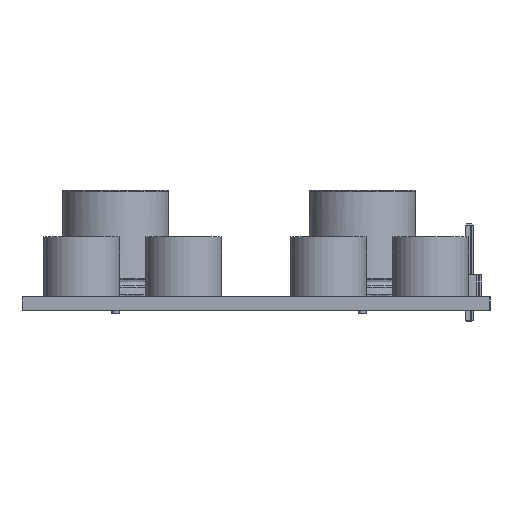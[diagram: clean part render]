
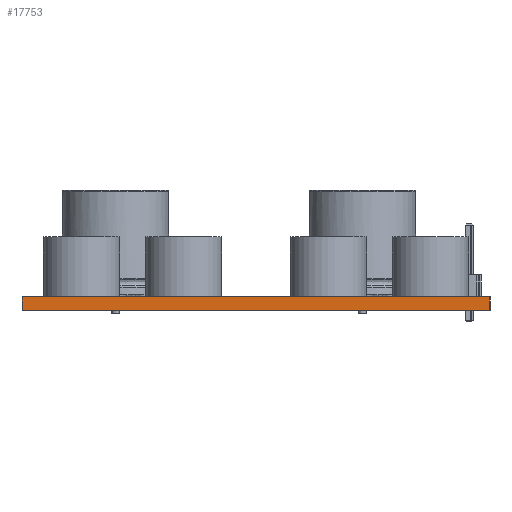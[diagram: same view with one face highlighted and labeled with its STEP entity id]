
A CAD part, left-side view. The second image highlights one B-rep face of the part: STEP entity #17753.
In plain terms, the highlighted planar face has unit normal (-1, 0, 0).
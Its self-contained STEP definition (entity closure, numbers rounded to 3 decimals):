
#17637 = EDGE_CURVE('',#17638,#17640,#17642,.T.);
#17638 = VERTEX_POINT('',#17639);
#17639 = CARTESIAN_POINT('',(20.,-20.,0.));
#17640 = VERTEX_POINT('',#17641);
#17641 = CARTESIAN_POINT('',(20.,-20.,1.6));
#17642 = SURFACE_CURVE('',#17643,(#17647,#17659),.PCURVE_S1.);
#17643 = LINE('',#17644,#17645);
#17644 = CARTESIAN_POINT('',(20.,-20.,0.));
#17645 = VECTOR('',#17646,1.);
#17646 = DIRECTION('',(0.,0.,1.));
#17647 = PCURVE('',#17648,#17653);
#17648 = PLANE('',#17649);
#17649 = AXIS2_PLACEMENT_3D('',#17650,#17651,#17652);
#17650 = CARTESIAN_POINT('',(20.,-20.,0.));
#17651 = DIRECTION('',(0.,1.,0.));
#17652 = DIRECTION('',(1.,0.,0.));
#17653 = DEFINITIONAL_REPRESENTATION('',(#17654),#17658);
#17654 = LINE('',#17655,#17656);
#17655 = CARTESIAN_POINT('',(0.,0.));
#17656 = VECTOR('',#17657,1.);
#17657 = DIRECTION('',(0.,-1.));
#17658 = ( GEOMETRIC_REPRESENTATION_CONTEXT(2) 
PARAMETRIC_REPRESENTATION_CONTEXT() REPRESENTATION_CONTEXT('2D SPACE',''
  ) );
#17659 = PCURVE('',#17660,#17665);
#17660 = PLANE('',#17661);
#17661 = AXIS2_PLACEMENT_3D('',#17662,#17663,#17664);
#17662 = CARTESIAN_POINT('',(20.,-75.,0.));
#17663 = DIRECTION('',(-1.,0.,0.));
#17664 = DIRECTION('',(0.,1.,0.));
#17665 = DEFINITIONAL_REPRESENTATION('',(#17666),#17670);
#17666 = LINE('',#17667,#17668);
#17667 = CARTESIAN_POINT('',(55.,0.));
#17668 = VECTOR('',#17669,1.);
#17669 = DIRECTION('',(0.,-1.));
#17670 = ( GEOMETRIC_REPRESENTATION_CONTEXT(2) 
PARAMETRIC_REPRESENTATION_CONTEXT() REPRESENTATION_CONTEXT('2D SPACE',''
  ) );
#17688 = PLANE('',#17689);
#17689 = AXIS2_PLACEMENT_3D('',#17690,#17691,#17692);
#17690 = CARTESIAN_POINT('',(150.,-47.5,1.6));
#17691 = DIRECTION('',(0.,0.,-1.));
#17692 = DIRECTION('',(-1.,0.,0.));
#17742 = PLANE('',#17743);
#17743 = AXIS2_PLACEMENT_3D('',#17744,#17745,#17746);
#17744 = CARTESIAN_POINT('',(150.,-47.5,0.));
#17745 = DIRECTION('',(0.,0.,-1.));
#17746 = DIRECTION('',(-1.,0.,0.));
#17753 = ADVANCED_FACE('',(#17754),#17660,.T.);
#17754 = FACE_BOUND('',#17755,.T.);
#17755 = EDGE_LOOP('',(#17756,#17786,#17807,#17808));
#17756 = ORIENTED_EDGE('',*,*,#17757,.T.);
#17757 = EDGE_CURVE('',#17758,#17760,#17762,.T.);
#17758 = VERTEX_POINT('',#17759);
#17759 = CARTESIAN_POINT('',(20.,-75.,0.));
#17760 = VERTEX_POINT('',#17761);
#17761 = CARTESIAN_POINT('',(20.,-75.,1.6));
#17762 = SURFACE_CURVE('',#17763,(#17767,#17774),.PCURVE_S1.);
#17763 = LINE('',#17764,#17765);
#17764 = CARTESIAN_POINT('',(20.,-75.,0.));
#17765 = VECTOR('',#17766,1.);
#17766 = DIRECTION('',(0.,0.,1.));
#17767 = PCURVE('',#17660,#17768);
#17768 = DEFINITIONAL_REPRESENTATION('',(#17769),#17773);
#17769 = LINE('',#17770,#17771);
#17770 = CARTESIAN_POINT('',(0.,0.));
#17771 = VECTOR('',#17772,1.);
#17772 = DIRECTION('',(0.,-1.));
#17773 = ( GEOMETRIC_REPRESENTATION_CONTEXT(2) 
PARAMETRIC_REPRESENTATION_CONTEXT() REPRESENTATION_CONTEXT('2D SPACE',''
  ) );
#17774 = PCURVE('',#17775,#17780);
#17775 = PLANE('',#17776);
#17776 = AXIS2_PLACEMENT_3D('',#17777,#17778,#17779);
#17777 = CARTESIAN_POINT('',(280.,-75.,0.));
#17778 = DIRECTION('',(0.,-1.,0.));
#17779 = DIRECTION('',(-1.,0.,0.));
#17780 = DEFINITIONAL_REPRESENTATION('',(#17781),#17785);
#17781 = LINE('',#17782,#17783);
#17782 = CARTESIAN_POINT('',(260.,0.));
#17783 = VECTOR('',#17784,1.);
#17784 = DIRECTION('',(0.,-1.));
#17785 = ( GEOMETRIC_REPRESENTATION_CONTEXT(2) 
PARAMETRIC_REPRESENTATION_CONTEXT() REPRESENTATION_CONTEXT('2D SPACE',''
  ) );
#17786 = ORIENTED_EDGE('',*,*,#17787,.T.);
#17787 = EDGE_CURVE('',#17760,#17640,#17788,.T.);
#17788 = SURFACE_CURVE('',#17789,(#17793,#17800),.PCURVE_S1.);
#17789 = LINE('',#17790,#17791);
#17790 = CARTESIAN_POINT('',(20.,-75.,1.6));
#17791 = VECTOR('',#17792,1.);
#17792 = DIRECTION('',(0.,1.,0.));
#17793 = PCURVE('',#17660,#17794);
#17794 = DEFINITIONAL_REPRESENTATION('',(#17795),#17799);
#17795 = LINE('',#17796,#17797);
#17796 = CARTESIAN_POINT('',(0.,-1.6));
#17797 = VECTOR('',#17798,1.);
#17798 = DIRECTION('',(1.,0.));
#17799 = ( GEOMETRIC_REPRESENTATION_CONTEXT(2) 
PARAMETRIC_REPRESENTATION_CONTEXT() REPRESENTATION_CONTEXT('2D SPACE',''
  ) );
#17800 = PCURVE('',#17688,#17801);
#17801 = DEFINITIONAL_REPRESENTATION('',(#17802),#17806);
#17802 = LINE('',#17803,#17804);
#17803 = CARTESIAN_POINT('',(130.,-27.5));
#17804 = VECTOR('',#17805,1.);
#17805 = DIRECTION('',(0.,1.));
#17806 = ( GEOMETRIC_REPRESENTATION_CONTEXT(2) 
PARAMETRIC_REPRESENTATION_CONTEXT() REPRESENTATION_CONTEXT('2D SPACE',''
  ) );
#17807 = ORIENTED_EDGE('',*,*,#17637,.F.);
#17808 = ORIENTED_EDGE('',*,*,#17809,.F.);
#17809 = EDGE_CURVE('',#17758,#17638,#17810,.T.);
#17810 = SURFACE_CURVE('',#17811,(#17815,#17822),.PCURVE_S1.);
#17811 = LINE('',#17812,#17813);
#17812 = CARTESIAN_POINT('',(20.,-75.,0.));
#17813 = VECTOR('',#17814,1.);
#17814 = DIRECTION('',(0.,1.,0.));
#17815 = PCURVE('',#17660,#17816);
#17816 = DEFINITIONAL_REPRESENTATION('',(#17817),#17821);
#17817 = LINE('',#17818,#17819);
#17818 = CARTESIAN_POINT('',(0.,0.));
#17819 = VECTOR('',#17820,1.);
#17820 = DIRECTION('',(1.,0.));
#17821 = ( GEOMETRIC_REPRESENTATION_CONTEXT(2) 
PARAMETRIC_REPRESENTATION_CONTEXT() REPRESENTATION_CONTEXT('2D SPACE',''
  ) );
#17822 = PCURVE('',#17742,#17823);
#17823 = DEFINITIONAL_REPRESENTATION('',(#17824),#17828);
#17824 = LINE('',#17825,#17826);
#17825 = CARTESIAN_POINT('',(130.,-27.5));
#17826 = VECTOR('',#17827,1.);
#17827 = DIRECTION('',(0.,1.));
#17828 = ( GEOMETRIC_REPRESENTATION_CONTEXT(2) 
PARAMETRIC_REPRESENTATION_CONTEXT() REPRESENTATION_CONTEXT('2D SPACE',''
  ) );
